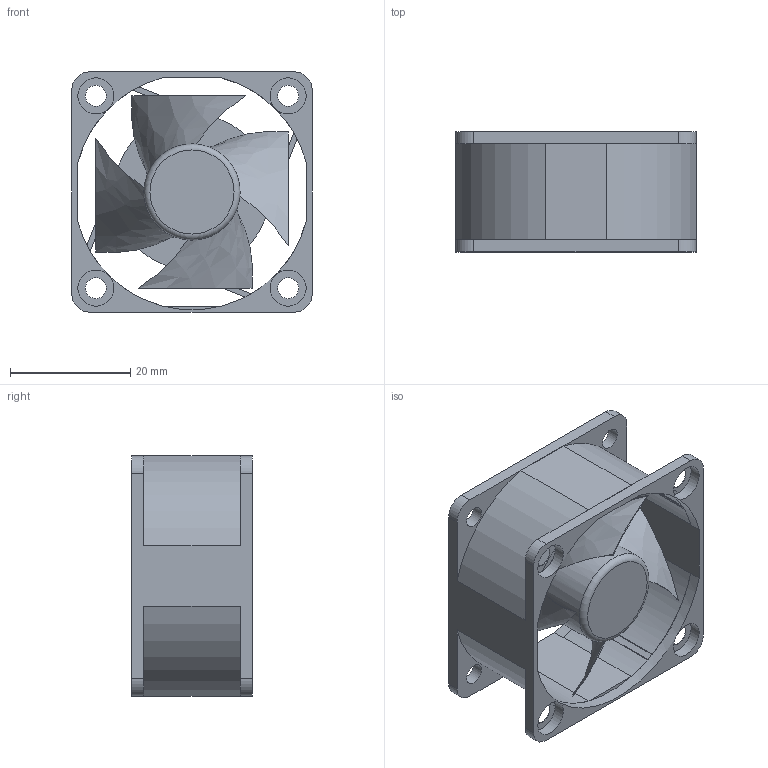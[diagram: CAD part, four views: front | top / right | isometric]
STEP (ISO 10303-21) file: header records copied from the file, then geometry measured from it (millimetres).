
FILE_DESCRIPTION(/* description */ (''),/* implementation_level */ '2;1');
FILE_NAME(/* name */ '',/* time_stamp */ '2025-08-09T19:05:16+08:00',/* author */ (''),/* organization */ (''),/* preprocessor_version */ 'ST-DEVELOPER v20.1',/* originating_system */ 'Autodesk Translation Framework v14.10.0.0',/* authorisation */ '');
FILE_SCHEMA (('AUTOMOTIVE_DESIGN { 1 0 10303 214 3 1 1 }'));
Length unit declared in the file: millimetre
Products named in the file (1): (未保存)
Bounding box: 40 x 20 x 40 mm (x, y, z)
Volume: 8170.7 mm3; surface area: 10959.3 mm2
Topology: 2 solids, 2 shells, 121 faces, 333 edges, 216 vertices
Faces by surface type: plane 56, cylinder 52, bspline 12, torus 1
Full cylindrical faces by diameter (mm): 3.5 x8, 6 x4, 16 x1
Entity records: 4400 total; most frequent: CARTESIAN_POINT 1144, DIRECTION 680, ORIENTED_EDGE 674, EDGE_CURVE 337, AXIS2_PLACEMENT_3D 247, VERTEX_POINT 216, LINE 186, VECTOR 186
